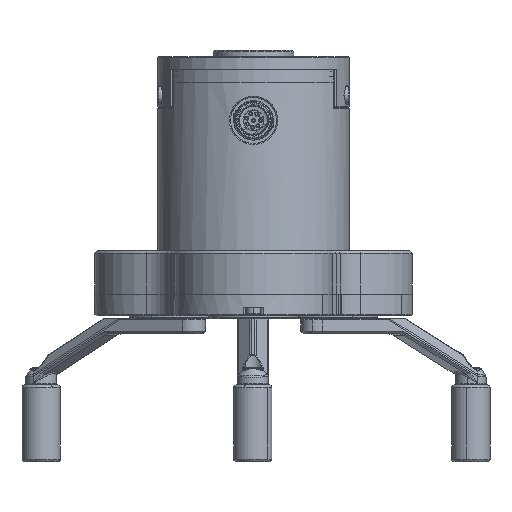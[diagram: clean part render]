
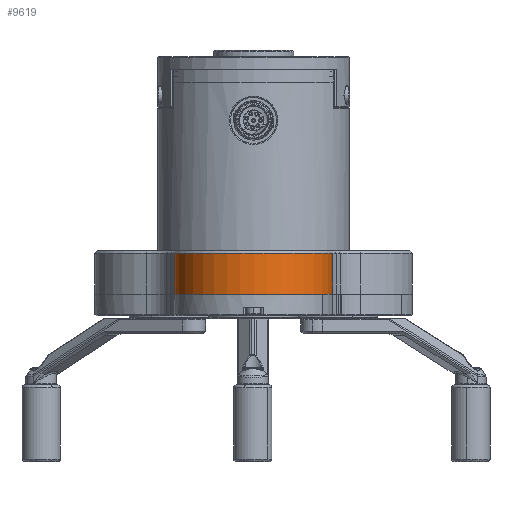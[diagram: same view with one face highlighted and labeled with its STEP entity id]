
A CAD part, left-side view. The second image highlights one B-rep face of the part: STEP entity #9619.
In plain terms, the highlighted cylindrical face has radius 31 mm (diameter 62 mm), a partial arc.
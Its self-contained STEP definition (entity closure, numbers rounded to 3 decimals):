
#180 = ORIENTED_EDGE ( 'NONE', *, *, #56965, .T. ) ;
#1953 = VERTEX_POINT ( 'NONE', #70985 ) ;
#7170 = CYLINDRICAL_SURFACE ( 'NONE', #24159, 31. ) ;
#9619 = ADVANCED_FACE ( 'NONE', ( #80132 ), #7170, .T. ) ;
#11488 = DIRECTION ( 'NONE',  ( 1., 0., 0. ) ) ;
#15486 = ORIENTED_EDGE ( 'NONE', *, *, #70301, .F. ) ;
#16004 = LINE ( 'NONE', #108863, #68721 ) ;
#20269 = AXIS2_PLACEMENT_3D ( 'NONE', #108422, #54127, #72850 ) ;
#22915 = VERTEX_POINT ( 'NONE', #111391 ) ;
#24159 = AXIS2_PLACEMENT_3D ( 'NONE', #81346, #25259, #34863 ) ;
#25259 = DIRECTION ( 'NONE',  ( 0., 0., -1. ) ) ;
#25883 = VERTEX_POINT ( 'NONE', #62642 ) ;
#27264 = AXIS2_PLACEMENT_3D ( 'NONE', #39758, #102517, #11488 ) ;
#29154 = CIRCLE ( 'NONE', #27264, 31. ) ;
#32817 = EDGE_CURVE ( 'NONE', #25883, #96038, #16004, .T. ) ;
#34863 = DIRECTION ( 'NONE',  ( 1., 0., 0. ) ) ;
#39758 = CARTESIAN_POINT ( 'NONE',  ( -5.656, 18.709, -26.25 ) ) ;
#50688 = LINE ( 'NONE', #51274, #117581 ) ;
#51274 = CARTESIAN_POINT ( 'NONE',  ( -0.51, -11.861, -22.25 ) ) ;
#52792 = DIRECTION ( 'NONE',  ( 0., 0., -1. ) ) ;
#54127 = DIRECTION ( 'NONE',  ( 0., 0., -1. ) ) ;
#56189 = ORIENTED_EDGE ( 'NONE', *, *, #98422, .T. ) ;
#56620 = EDGE_LOOP ( 'NONE', ( #180, #56189, #96598, #15486 ) ) ;
#56965 = EDGE_CURVE ( 'NONE', #22915, #1953, #50688, .T. ) ;
#62642 = CARTESIAN_POINT ( 'NONE',  ( -0.51, 49.279, -26.25 ) ) ;
#68721 = VECTOR ( 'NONE', #52792, 1000. ) ;
#70301 = EDGE_CURVE ( 'NONE', #22915, #96038, #80049, .T. ) ;
#70985 = CARTESIAN_POINT ( 'NONE',  ( -0.51, -11.861, -26.25 ) ) ;
#72850 = DIRECTION ( 'NONE',  ( 1., 0., 0. ) ) ;
#80049 = CIRCLE ( 'NONE', #20269, 31. ) ;
#80132 = FACE_OUTER_BOUND ( 'NONE', #56620, .T. ) ;
#81346 = CARTESIAN_POINT ( 'NONE',  ( -5.656, 18.709, -22.25 ) ) ;
#84313 = CARTESIAN_POINT ( 'NONE',  ( -0.51, 49.279, -42.25 ) ) ;
#94244 = DIRECTION ( 'NONE',  ( 0., 0., 1. ) ) ;
#96038 = VERTEX_POINT ( 'NONE', #84313 ) ;
#96598 = ORIENTED_EDGE ( 'NONE', *, *, #32817, .T. ) ;
#98422 = EDGE_CURVE ( 'NONE', #1953, #25883, #29154, .T. ) ;
#102517 = DIRECTION ( 'NONE',  ( 0., 0., -1. ) ) ;
#108422 = CARTESIAN_POINT ( 'NONE',  ( -5.656, 18.709, -42.25 ) ) ;
#108863 = CARTESIAN_POINT ( 'NONE',  ( -0.51, 49.279, -22.25 ) ) ;
#111391 = CARTESIAN_POINT ( 'NONE',  ( -0.51, -11.861, -42.25 ) ) ;
#117581 = VECTOR ( 'NONE', #94244, 1000. ) ;
